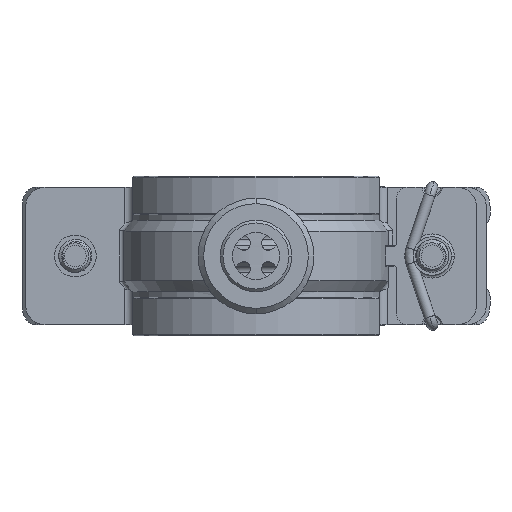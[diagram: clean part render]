
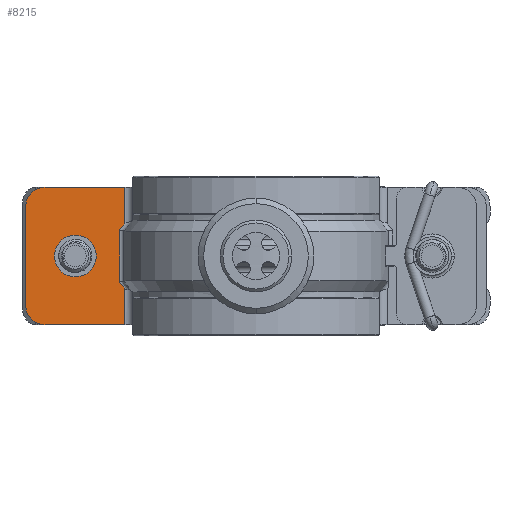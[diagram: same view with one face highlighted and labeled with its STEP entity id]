
A CAD part, front view. The second image highlights one B-rep face of the part: STEP entity #8215.
In plain terms, the highlighted planar face has unit normal (0, -1, 0).
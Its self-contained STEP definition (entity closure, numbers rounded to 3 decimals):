
#1341 = DIRECTION ( 'NONE',  ( 0., 0., -1. ) ) ;
#1564 = ORIENTED_EDGE ( 'NONE', *, *, #31488, .T. ) ;
#1657 = VERTEX_POINT ( 'NONE', #3230 ) ;
#2315 = VECTOR ( 'NONE', #1341, 1000. ) ;
#2379 = VECTOR ( 'NONE', #3700, 1000. ) ;
#2703 = CARTESIAN_POINT ( 'NONE',  ( -41.823, -4.25, -12.5 ) ) ;
#3054 = CARTESIAN_POINT ( 'NONE',  ( -24.281, -4.25, -5.42 ) ) ;
#3141 = EDGE_LOOP ( 'NONE', ( #15833, #17888 ) ) ;
#3230 = CARTESIAN_POINT ( 'NONE',  ( -24.779, -4.25, 4.765 ) ) ;
#3246 = CARTESIAN_POINT ( 'NONE',  ( -23.816, -4.25, 12.5 ) ) ;
#3700 = DIRECTION ( 'NONE',  ( 0., 0., 1. ) ) ;
#3889 = CARTESIAN_POINT ( 'NONE',  ( -38.323, -4.25, -9. ) ) ;
#4122 = AXIS2_PLACEMENT_3D ( 'NONE', #3889, #21225, #26629 ) ;
#4146 = AXIS2_PLACEMENT_3D ( 'NONE', #29187, #23586, #18548 ) ;
#6607 = VERTEX_POINT ( 'NONE', #13860 ) ;
#6612 = CARTESIAN_POINT ( 'NONE',  ( -32.823, -4.25, -3.8 ) ) ;
#6755 = CARTESIAN_POINT ( 'NONE',  ( -23.816, -4.25, -12.5 ) ) ;
#6769 = VERTEX_POINT ( 'NONE', #28933 ) ;
#7380 = FACE_BOUND ( 'NONE', #3141, .T. ) ;
#7420 = VECTOR ( 'NONE', #27084, 1000. ) ;
#7817 = EDGE_CURVE ( 'NONE', #30128, #6769, #32131, .T. ) ;
#7935 = CARTESIAN_POINT ( 'NONE',  ( -24.049, -4.25, 5.726 ) ) ;
#8108 = CARTESIAN_POINT ( 'NONE',  ( -24.514, -4.25, 5.114 ) ) ;
#8215 = ADVANCED_FACE ( 'NONE', ( #32161, #7380 ), #17984, .F. ) ;
#9129 = CIRCLE ( 'NONE', #25181, 3.8 ) ;
#9239 = CARTESIAN_POINT ( 'NONE',  ( -23.816, -4.25, 12.5 ) ) ;
#9303 = EDGE_LOOP ( 'NONE', ( #23530, #15236, #16834, #29558, #12097, #32322, #31481, #1564, #22342, #30273 ) ) ;
#9568 = LINE ( 'NONE', #15688, #2315 ) ;
#9615 = CARTESIAN_POINT ( 'NONE',  ( -23.816, -4.25, 12.5 ) ) ;
#10008 = CARTESIAN_POINT ( 'NONE',  ( -41.823, -4.25, -9. ) ) ;
#10150 = CARTESIAN_POINT ( 'NONE',  ( -41.823, -4.25, 12.5 ) ) ;
#12029 = DIRECTION ( 'NONE',  ( 0., 0., 1. ) ) ;
#12097 = ORIENTED_EDGE ( 'NONE', *, *, #35473, .F. ) ;
#12591 = LINE ( 'NONE', #9615, #19633 ) ;
#13558 = AXIS2_PLACEMENT_3D ( 'NONE', #25739, #30957, #36713 ) ;
#13757 = CARTESIAN_POINT ( 'NONE',  ( -24.779, -4.25, -4.765 ) ) ;
#13860 = CARTESIAN_POINT ( 'NONE',  ( -41.823, -4.25, 9. ) ) ;
#14612 = EDGE_CURVE ( 'NONE', #16271, #34415, #28790, .T. ) ;
#14614 = DIRECTION ( 'NONE',  ( 0., 0., -1. ) ) ;
#15236 = ORIENTED_EDGE ( 'NONE', *, *, #25910, .T. ) ;
#15688 = CARTESIAN_POINT ( 'NONE',  ( -41.823, -4.25, 12.5 ) ) ;
#15833 = ORIENTED_EDGE ( 'NONE', *, *, #16079, .T. ) ;
#16079 = EDGE_CURVE ( 'NONE', #6769, #30128, #9129, .T. ) ;
#16271 = VERTEX_POINT ( 'NONE', #33211 ) ;
#16676 = DIRECTION ( 'NONE',  ( 1., 0., 0. ) ) ;
#16834 = ORIENTED_EDGE ( 'NONE', *, *, #36686, .T. ) ;
#17394 = CARTESIAN_POINT ( 'NONE',  ( -32.823, -4.25, 0. ) ) ;
#17888 = ORIENTED_EDGE ( 'NONE', *, *, #7817, .T. ) ;
#17984 = PLANE ( 'NONE',  #4146 ) ;
#18238 = VERTEX_POINT ( 'NONE', #20488 ) ;
#18298 = CARTESIAN_POINT ( 'NONE',  ( -32.823, -4.25, 0. ) ) ;
#18548 = DIRECTION ( 'NONE',  ( 0., 0., 1. ) ) ;
#18844 = VERTEX_POINT ( 'NONE', #10008 ) ;
#19602 = B_SPLINE_CURVE_WITH_KNOTS ( 'NONE', 3,
 ( #26158, #34726, #3054, #26342, #20192, #33988, #25610 ),
 .UNSPECIFIED., .F., .F.,
 ( 4, 3, 4 ),
 ( 0., 0.001, 0.002 ),
 .UNSPECIFIED. ) ;
#19629 = VERTEX_POINT ( 'NONE', #25524 ) ;
#19633 = VECTOR ( 'NONE', #23950, 1000. ) ;
#19655 = CARTESIAN_POINT ( 'NONE',  ( -23.816, -4.25, 6.032 ) ) ;
#20191 = CIRCLE ( 'NONE', #4122, 3.5 ) ;
#20192 = CARTESIAN_POINT ( 'NONE',  ( -24.603, -4.25, -4.998 ) ) ;
#20488 = CARTESIAN_POINT ( 'NONE',  ( -38.323, -4.25, 12.5 ) ) ;
#20737 = DIRECTION ( 'NONE',  ( 0., 0., 1. ) ) ;
#21205 = B_SPLINE_CURVE_WITH_KNOTS ( 'NONE', 3,
 ( #22103, #36790, #22645, #8108, #34004, #7935, #19655 ),
 .UNSPECIFIED., .F., .F.,
 ( 4, 3, 4 ),
 ( 0., 0., 0.002 ),
 .UNSPECIFIED. ) ;
#21225 = DIRECTION ( 'NONE',  ( 0., -1., 0. ) ) ;
#21484 = DIRECTION ( 'NONE',  ( 0., 1., 0. ) ) ;
#22103 = CARTESIAN_POINT ( 'NONE',  ( -24.779, -4.25, 4.765 ) ) ;
#22342 = ORIENTED_EDGE ( 'NONE', *, *, #34730, .T. ) ;
#22645 = CARTESIAN_POINT ( 'NONE',  ( -24.603, -4.25, 4.998 ) ) ;
#23530 = ORIENTED_EDGE ( 'NONE', *, *, #14612, .F. ) ;
#23586 = DIRECTION ( 'NONE',  ( 0., 1., 0. ) ) ;
#23612 = EDGE_CURVE ( 'NONE', #18238, #35447, #26902, .T. ) ;
#23950 = DIRECTION ( 'NONE',  ( 0., 0., -1. ) ) ;
#25181 = AXIS2_PLACEMENT_3D ( 'NONE', #17394, #25799, #12029 ) ;
#25480 = CIRCLE ( 'NONE', #13558, 3.5 ) ;
#25524 = CARTESIAN_POINT ( 'NONE',  ( -38.323, -4.25, -12.5 ) ) ;
#25610 = CARTESIAN_POINT ( 'NONE',  ( -24.779, -4.25, -4.765 ) ) ;
#25739 = CARTESIAN_POINT ( 'NONE',  ( -38.323, -4.25, 9. ) ) ;
#25799 = DIRECTION ( 'NONE',  ( 0., 1., 0. ) ) ;
#25910 = EDGE_CURVE ( 'NONE', #16271, #31126, #19602, .T. ) ;
#26158 = CARTESIAN_POINT ( 'NONE',  ( -23.816, -4.25, -6.032 ) ) ;
#26342 = CARTESIAN_POINT ( 'NONE',  ( -24.514, -4.25, -5.114 ) ) ;
#26629 = DIRECTION ( 'NONE',  ( 0., 0., 1. ) ) ;
#26836 = EDGE_CURVE ( 'NONE', #18238, #6607, #25480, .T. ) ;
#26902 = LINE ( 'NONE', #10150, #7420 ) ;
#27084 = DIRECTION ( 'NONE',  ( 1., 0., 0. ) ) ;
#28232 = LINE ( 'NONE', #2703, #30311 ) ;
#28790 = LINE ( 'NONE', #3246, #29301 ) ;
#28933 = CARTESIAN_POINT ( 'NONE',  ( -32.823, -4.25, 3.8 ) ) ;
#29187 = CARTESIAN_POINT ( 'NONE',  ( -41.823, -4.25, 12.5 ) ) ;
#29301 = VECTOR ( 'NONE', #14614, 1000. ) ;
#29558 = ORIENTED_EDGE ( 'NONE', *, *, #32803, .T. ) ;
#30128 = VERTEX_POINT ( 'NONE', #6612 ) ;
#30273 = ORIENTED_EDGE ( 'NONE', *, *, #32319, .T. ) ;
#30311 = VECTOR ( 'NONE', #16676, 1000. ) ;
#30957 = DIRECTION ( 'NONE',  ( 0., -1., 0. ) ) ;
#31126 = VERTEX_POINT ( 'NONE', #13757 ) ;
#31481 = ORIENTED_EDGE ( 'NONE', *, *, #26836, .T. ) ;
#31488 = EDGE_CURVE ( 'NONE', #6607, #18844, #9568, .T. ) ;
#32131 = CIRCLE ( 'NONE', #34500, 3.8 ) ;
#32146 = VERTEX_POINT ( 'NONE', #32927 ) ;
#32161 = FACE_OUTER_BOUND ( 'NONE', #9303, .T. ) ;
#32319 = EDGE_CURVE ( 'NONE', #19629, #34415, #28232, .T. ) ;
#32322 = ORIENTED_EDGE ( 'NONE', *, *, #23612, .F. ) ;
#32576 = CARTESIAN_POINT ( 'NONE',  ( -24.779, -4.25, 12.5 ) ) ;
#32803 = EDGE_CURVE ( 'NONE', #1657, #32146, #21205, .T. ) ;
#32927 = CARTESIAN_POINT ( 'NONE',  ( -23.816, -4.25, 6.032 ) ) ;
#33211 = CARTESIAN_POINT ( 'NONE',  ( -23.816, -4.25, -6.032 ) ) ;
#33988 = CARTESIAN_POINT ( 'NONE',  ( -24.691, -4.25, -4.881 ) ) ;
#34004 = CARTESIAN_POINT ( 'NONE',  ( -24.281, -4.25, 5.42 ) ) ;
#34415 = VERTEX_POINT ( 'NONE', #6755 ) ;
#34500 = AXIS2_PLACEMENT_3D ( 'NONE', #18298, #21484, #20737 ) ;
#34647 = LINE ( 'NONE', #32576, #2379 ) ;
#34726 = CARTESIAN_POINT ( 'NONE',  ( -24.049, -4.25, -5.726 ) ) ;
#34730 = EDGE_CURVE ( 'NONE', #18844, #19629, #20191, .T. ) ;
#35447 = VERTEX_POINT ( 'NONE', #9239 ) ;
#35473 = EDGE_CURVE ( 'NONE', #35447, #32146, #12591, .T. ) ;
#36686 = EDGE_CURVE ( 'NONE', #31126, #1657, #34647, .T. ) ;
#36713 = DIRECTION ( 'NONE',  ( 0., 0., 1. ) ) ;
#36790 = CARTESIAN_POINT ( 'NONE',  ( -24.691, -4.25, 4.881 ) ) ;
